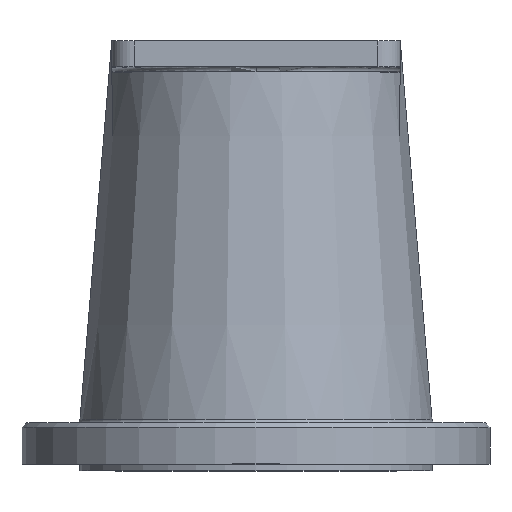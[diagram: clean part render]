
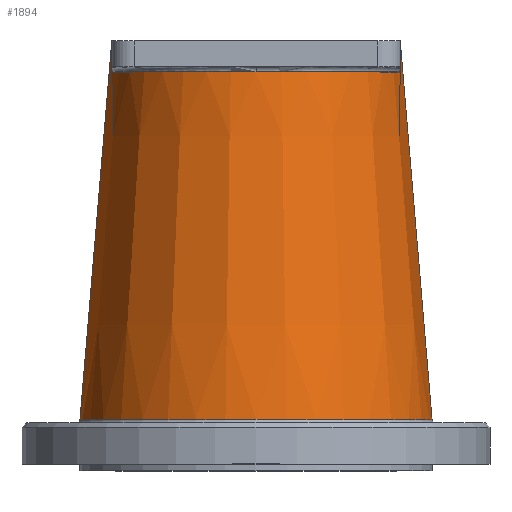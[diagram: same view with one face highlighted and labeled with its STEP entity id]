
A CAD part, top view. The second image highlights one B-rep face of the part: STEP entity #1894.
In plain terms, the highlighted conical face has half-angle 4.803 degrees and reference radius 55 mm.
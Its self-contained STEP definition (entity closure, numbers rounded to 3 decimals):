
#58 = DIRECTION ( 'NONE',  ( 0., -1., 0. ) ) ;
#102 = CARTESIAN_POINT ( 'NONE',  ( -45., 134., 0.282 ) ) ;
#112 = CARTESIAN_POINT ( 'NONE',  ( -45., 129.325, 5.994 ) ) ;
#169 = AXIS2_PLACEMENT_3D ( 'NONE', #4609, #2435, #244 ) ;
#181 = DIRECTION ( 'NONE',  ( 0., 0., 1. ) ) ;
#226 = EDGE_CURVE ( 'NONE', #1679, #1968, #4200, .T. ) ;
#244 = DIRECTION ( 'NONE',  ( 1., 0., 0. ) ) ;
#347 = EDGE_CURVE ( 'NONE', #1968, #1665, #1704, .T. ) ;
#369 = CARTESIAN_POINT ( 'NONE',  ( 45., 131.991, 3.919 ) ) ;
#405 = CARTESIAN_POINT ( 'NONE',  ( -45., 134., 0. ) ) ;
#457 = CARTESIAN_POINT ( 'NONE',  ( -45., 133.968, 0.562 ) ) ;
#479 = CARTESIAN_POINT ( 'NONE',  ( -45., 126.401, 7.626 ) ) ;
#628 = VERTEX_POINT ( 'NONE', #1364 ) ;
#696 = CARTESIAN_POINT ( 'NONE',  ( 0., 124.374, 45.809 ) ) ;
#734 = CARTESIAN_POINT ( 'NONE',  ( 45., 130.697, 5.016 ) ) ;
#769 = ORIENTED_EDGE ( 'NONE', *, *, #3869, .T. ) ;
#822 = CARTESIAN_POINT ( 'NONE',  ( -45., 133.754, 1.388 ) ) ;
#834 = CARTESIAN_POINT ( 'NONE',  ( -45., 124.374, 8.57 ) ) ;
#848 = ORIENTED_EDGE ( 'NONE', *, *, #4187, .F. ) ;
#1079 = CARTESIAN_POINT ( 'NONE',  ( 45., 134., 0.282 ) ) ;
#1094 = CARTESIAN_POINT ( 'NONE',  ( 45., 128.366, 6.566 ) ) ;
#1179 = CARTESIAN_POINT ( 'NONE',  ( -45., 133.395, 2.154 ) ) ;
#1265 = VECTOR ( 'NONE', #3806, 1000. ) ;
#1302 = ORIENTED_EDGE ( 'NONE', *, *, #3786, .T. ) ;
#1364 = CARTESIAN_POINT ( 'NONE',  ( -54.923, 15.916, 0. ) ) ;
#1446 = CARTESIAN_POINT ( 'NONE',  ( 45., 133.846, 1.115 ) ) ;
#1460 = CARTESIAN_POINT ( 'NONE',  ( 45., 124.374, 8.57 ) ) ;
#1557 = CARTESIAN_POINT ( 'NONE',  ( -45., 132.923, 2.864 ) ) ;
#1592 = CARTESIAN_POINT ( 'NONE',  ( -55., 15., 0. ) ) ;
#1665 = VERTEX_POINT ( 'NONE', #3588 ) ;
#1679 = VERTEX_POINT ( 'NONE', #4663 ) ;
#1691 = FACE_OUTER_BOUND ( 'NONE', #4471, .T. ) ;
#1704 = LINE ( 'NONE', #3949, #2693 ) ;
#1824 = CARTESIAN_POINT ( 'NONE',  ( 45., 133.529, 1.906 ) ) ;
#1839 = CARTESIAN_POINT ( 'NONE',  ( 45., 125.395, 8.112 ) ) ;
#1879 = AXIS2_PLACEMENT_3D ( 'NONE', #4286, #2111, #4657 ) ;
#1894 = ADVANCED_FACE ( 'NONE', ( #1691 ), #4371, .T. ) ;
#1934 = CARTESIAN_POINT ( 'NONE',  ( -45., 131.991, 3.919 ) ) ;
#1968 = VERTEX_POINT ( 'NONE', #2946 ) ;
#2079 = VERTEX_POINT ( 'NONE', #4093 ) ;
#2111 = DIRECTION ( 'NONE',  ( 0., -1., 0. ) ) ;
#2200 = CARTESIAN_POINT ( 'NONE',  ( 45., 133.091, 2.633 ) ) ;
#2301 = CARTESIAN_POINT ( 'NONE',  ( -45., 130.697, 5.016 ) ) ;
#2372 = DIRECTION ( 'NONE',  ( 0., -1., 0. ) ) ;
#2435 = DIRECTION ( 'NONE',  ( 0., 1., 0. ) ) ;
#2546 = VERTEX_POINT ( 'NONE', #405 ) ;
#2569 = CARTESIAN_POINT ( 'NONE',  ( 45., 132.389, 3.521 ) ) ;
#2661 = CARTESIAN_POINT ( 'NONE',  ( -45., 134., 0. ) ) ;
#2667 = VERTEX_POINT ( 'NONE', #696 ) ;
#2682 = CARTESIAN_POINT ( 'NONE',  ( -45., 128.366, 6.566 ) ) ;
#2693 = VECTOR ( 'NONE', #4250, 1000. ) ;
#2898 = ORIENTED_EDGE ( 'NONE', *, *, #3669, .T. ) ;
#2939 = CARTESIAN_POINT ( 'NONE',  ( 45., 131.146, 4.667 ) ) ;
#2946 = CARTESIAN_POINT ( 'NONE',  ( 45., 134., 0. ) ) ;
#2965 = AXIS2_PLACEMENT_3D ( 'NONE', #4548, #2372, #181 ) ;
#2979 = DIRECTION ( 'NONE',  ( 1., 0., 0. ) ) ;
#3028 = CARTESIAN_POINT ( 'NONE',  ( -45., 133.846, 1.115 ) ) ;
#3043 = CARTESIAN_POINT ( 'NONE',  ( -45., 125.395, 8.112 ) ) ;
#3084 = CARTESIAN_POINT ( 'NONE',  ( 0., 15., 0. ) ) ;
#3112 = LINE ( 'NONE', #1592, #1265 ) ;
#3298 = CARTESIAN_POINT ( 'NONE',  ( 45., 134., 0. ) ) ;
#3317 = CARTESIAN_POINT ( 'NONE',  ( 45., 129.325, 5.994 ) ) ;
#3402 = CARTESIAN_POINT ( 'NONE',  ( -45., 133.529, 1.906 ) ) ;
#3407 = CIRCLE ( 'NONE', #1879, 45.809 ) ;
#3588 = CARTESIAN_POINT ( 'NONE',  ( 54.923, 15.916, 0. ) ) ;
#3619 = EDGE_CURVE ( 'NONE', #2546, #628, #3112, .T. ) ;
#3632 = CIRCLE ( 'NONE', #169, 54.923 ) ;
#3664 = CARTESIAN_POINT ( 'NONE',  ( 45., 133.968, 0.562 ) ) ;
#3669 = EDGE_CURVE ( 'NONE', #2667, #2079, #4703, .T. ) ;
#3766 = ORIENTED_EDGE ( 'NONE', *, *, #3619, .T. ) ;
#3775 = CARTESIAN_POINT ( 'NONE',  ( -45., 133.091, 2.633 ) ) ;
#3786 = EDGE_CURVE ( 'NONE', #628, #1665, #3632, .T. ) ;
#3806 = DIRECTION ( 'NONE',  ( -0.084, -0.996, 0. ) ) ;
#3869 = EDGE_CURVE ( 'NONE', #1679, #2667, #3407, .T. ) ;
#3949 = CARTESIAN_POINT ( 'NONE',  ( 55., 15., 0. ) ) ;
#4012 = ORIENTED_EDGE ( 'NONE', *, *, #226, .F. ) ;
#4023 = CARTESIAN_POINT ( 'NONE',  ( 45., 133.754, 1.388 ) ) ;
#4093 = CARTESIAN_POINT ( 'NONE',  ( -45., 124.374, 8.57 ) ) ;
#4121 = CARTESIAN_POINT ( 'NONE',  ( -45., 132.389, 3.521 ) ) ;
#4178 = ORIENTED_EDGE ( 'NONE', *, *, #347, .F. ) ;
#4187 = EDGE_CURVE ( 'NONE', #2546, #2079, #4499, .T. ) ;
#4200 = B_SPLINE_CURVE_WITH_KNOTS ( 'NONE', 3,
 ( #1460, #1839, #4389, #1094, #3317, #734, #2939, #369, #2569, #4744, #2200, #4372, #1824, #4023, #1446, #3664, #1079, #3298 ),
 .UNSPECIFIED., .F., .F.,
 ( 4, 2, 2, 2, 2, 2, 2, 2, 4 ),
 ( -0.15, -0.147, -0.143, -0.141, -0.14, -0.139, -0.138, -0.137, -0.136 ),
 .UNSPECIFIED. ) ;
#4206 = AXIS2_PLACEMENT_3D ( 'NONE', #3084, #58, #2979 ) ;
#4250 = DIRECTION ( 'NONE',  ( 0.084, -0.996, 0. ) ) ;
#4286 = CARTESIAN_POINT ( 'NONE',  ( 0., 124.374, 0. ) ) ;
#4371 = CONICAL_SURFACE ( 'NONE', #4206, 55., 0.084 ) ;
#4372 = CARTESIAN_POINT ( 'NONE',  ( 45., 133.395, 2.154 ) ) ;
#4389 = CARTESIAN_POINT ( 'NONE',  ( 45., 126.401, 7.626 ) ) ;
#4471 = EDGE_LOOP ( 'NONE', ( #848, #3766, #1302, #4178, #4012, #769, #2898 ) ) ;
#4485 = CARTESIAN_POINT ( 'NONE',  ( -45., 131.146, 4.667 ) ) ;
#4499 = B_SPLINE_CURVE_WITH_KNOTS ( 'NONE', 3,
 ( #2661, #102, #457, #3028, #822, #3402, #1179, #3775, #1557, #4121, #1934, #4485, #2301, #112, #2682, #479, #3043, #834 ),
 .UNSPECIFIED., .F., .F.,
 ( 4, 2, 2, 2, 2, 2, 2, 2, 4 ),
 ( 0.029, 0.03, 0.031, 0.032, 0.033, 0.034, 0.036, 0.039, 0.043 ),
 .UNSPECIFIED. ) ;
#4548 = CARTESIAN_POINT ( 'NONE',  ( 0., 124.374, 0. ) ) ;
#4609 = CARTESIAN_POINT ( 'NONE',  ( 0., 15.916, 0. ) ) ;
#4657 = DIRECTION ( 'NONE',  ( 0., 0., 1. ) ) ;
#4663 = CARTESIAN_POINT ( 'NONE',  ( 45., 124.374, 8.57 ) ) ;
#4703 = CIRCLE ( 'NONE', #2965, 45.809 ) ;
#4744 = CARTESIAN_POINT ( 'NONE',  ( 45., 132.923, 2.864 ) ) ;
